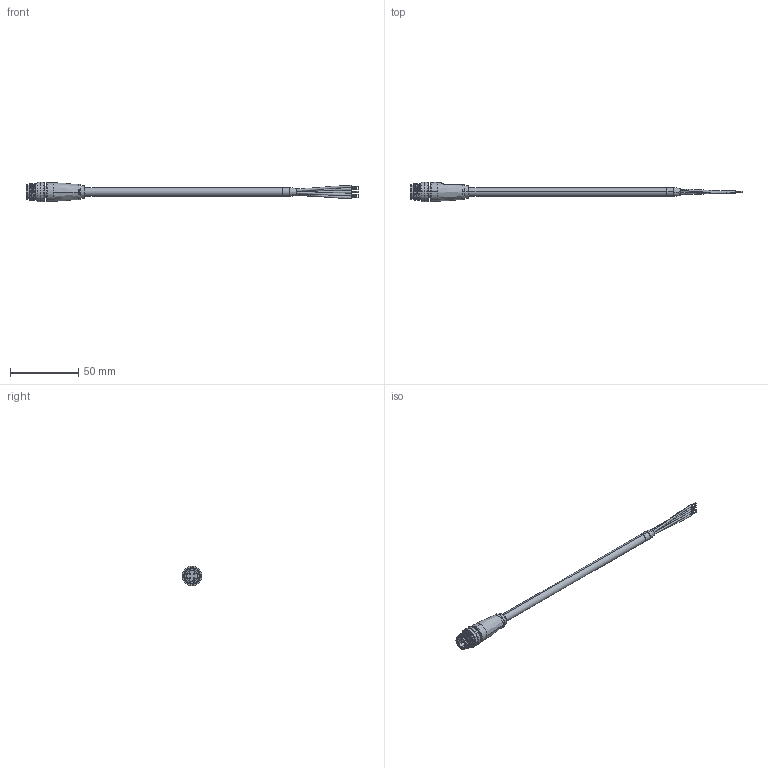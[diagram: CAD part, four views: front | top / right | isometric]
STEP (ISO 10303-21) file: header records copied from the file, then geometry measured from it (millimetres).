
FILE_DESCRIPTION (( 'STEP AP214' ), '1' );
FILE_NAME ('10-05602.STEP', '2023-09-21T19:30:27', ( '' ), ( '' ), 'SwSTEP 2.0', 'SolidWorks 2021', '' );
FILE_SCHEMA (( 'AUTOMOTIVE_DESIGN' ));
Length unit declared in the file: millimetre
Products named in the file (8): 10-05602; 50-01029-01___; 50-01029-04___; 50-01029___; 50-01029-02_Step; 24-00349_Wire O6.8 mm; 50-01029-03___; 30-01578_M12 (50 with 5mm tinned)
Assembly tree (10 placements, depth 3):
  10-05602
    24-00349_Wire O6.8 mm
    50-01029___
      50-01029-01___
      50-01029-02_Step
      50-01029-03___  x4
      50-01029-04___
    30-01578_M12 (50 with 5mm tinned)
Bounding box: 243.2 x 14.5 x 14.5 mm (x, y, z)
Volume: 9650 mm3; surface area: 41552.5 mm2
Topology: 194 solids, 194 shells, 1477 faces, 3060 edges, 2001 vertices
Faces by surface type: cylinder 855, plane 480, bspline 59, torus 38, cone 37, sphere 8
Entity records: 51897 total; most frequent: CARTESIAN_POINT 10473, DIRECTION 7061, ORIENTED_EDGE 5678, AXIS2_PLACEMENT_3D 3037, EDGE_CURVE 2839, VERTEX_POINT 1875, EDGE_LOOP 1770, CIRCLE 1707
